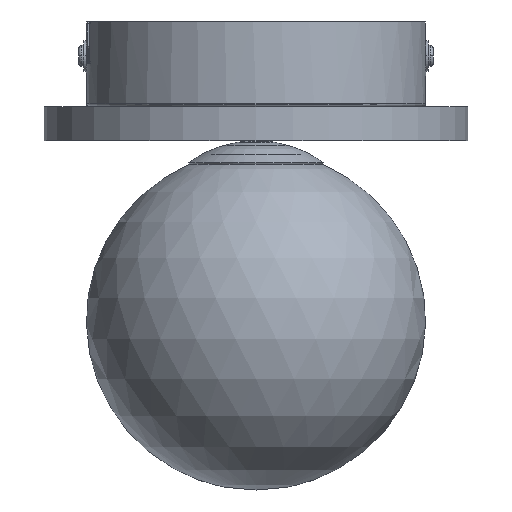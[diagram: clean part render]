
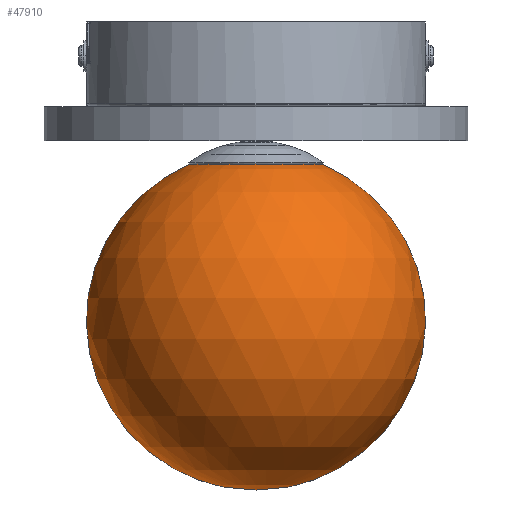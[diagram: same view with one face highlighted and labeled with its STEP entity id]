
A CAD part, front view. The second image highlights one B-rep face of the part: STEP entity #47910.
In plain terms, the highlighted spherical face has radius 50 mm.
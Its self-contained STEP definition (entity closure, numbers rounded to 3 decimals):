
#47837=CARTESIAN_POINT('',(0.,48.775,0.));
#47838=DIRECTION('',(0.,-1.,0.));
#47839=DIRECTION('',(-1.,0.,0.));
#47840=AXIS2_PLACEMENT_3D('',#47837,#47838,#47839);
#47842=CARTESIAN_POINT('',(0.,0.,0.));
#47843=DIRECTION('',(0.,0.,1.));
#47844=DIRECTION('',(-0.22,0.975,0.));
#47845=AXIS2_PLACEMENT_3D('',#47842,#47843,#47844);
#47852=CARTESIAN_POINT('',(0.,0.,0.));
#47853=DIRECTION('',(0.,0.,-1.));
#47854=DIRECTION('',(0.22,0.975,0.));
#47855=AXIS2_PLACEMENT_3D('',#47852,#47853,#47854);
#47885=CARTESIAN_POINT('',(-11.,48.775,0.));
#47886=CARTESIAN_POINT('',(0.,-50.,0.));
#47887=VERTEX_POINT('',#47885);
#47888=VERTEX_POINT('',#47886);
#47893=CARTESIAN_POINT('',(11.,48.775,0.));
#47894=VERTEX_POINT('',#47893);
#47897=CARTESIAN_POINT('',(0.,0.,0.));
#47898=DIRECTION('',(0.,-1.,0.));
#47899=DIRECTION('',(-1.,0.,0.));
#47900=AXIS2_PLACEMENT_3D('',#47897,#47898,#47899);
#47901=SPHERICAL_SURFACE('',#47900,50.);
#47903=ORIENTED_EDGE('',*,*,#47902,.T.);
#47905=ORIENTED_EDGE('',*,*,#47904,.F.);
#47907=ORIENTED_EDGE('',*,*,#47906,.F.);
#47908=EDGE_LOOP('',(#47903,#47905,#47907));
#47909=FACE_OUTER_BOUND('',#47908,.F.);
#47841=CIRCLE('',#47840,11.);
#47846=CIRCLE('',#47845,50.);
#47856=CIRCLE('',#47855,50.);
#47902=EDGE_CURVE('',#47887,#47888,#47846,.T.);
#47904=EDGE_CURVE('',#47894,#47888,#47856,.T.);
#47906=EDGE_CURVE('',#47887,#47894,#47841,.T.);
#47910=ADVANCED_FACE('',(#47909),#47901,.T.);
